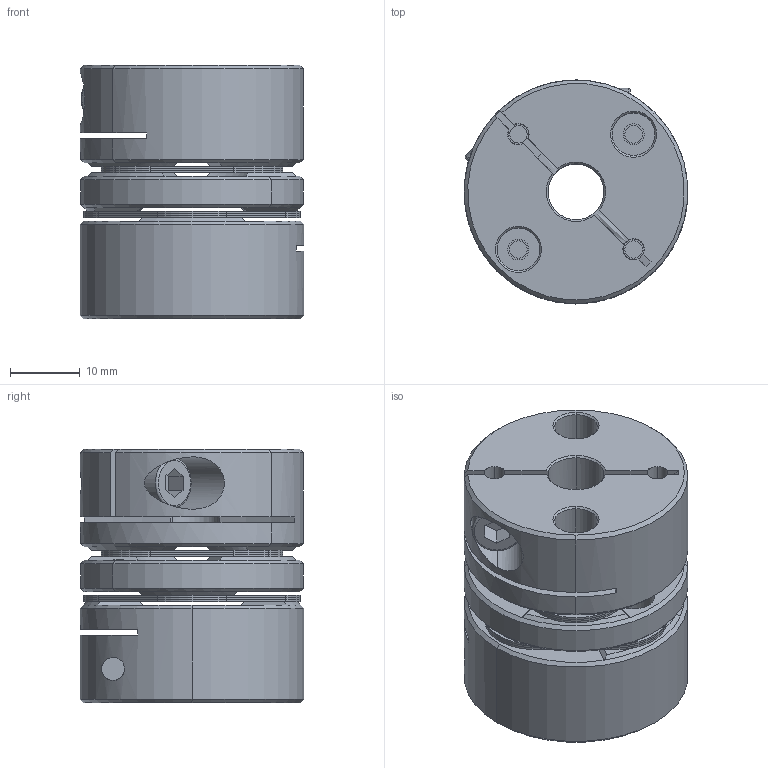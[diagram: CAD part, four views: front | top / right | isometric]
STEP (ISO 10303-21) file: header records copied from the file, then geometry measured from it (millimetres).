
FILE_DESCRIPTION (( 'STEP AP203' ), '1' );
FILE_NAME ('Uz32-36-8-10-2.5.STEP', '2021-05-31T01:34:26', ( '' ), ( '' ), 'SwSTEP 2.0', 'SolidWorks 2016', '' );
FILE_SCHEMA (( 'CONFIG_CONTROL_DESIGN' ));
Length unit declared in the file: millimetre
Products named in the file (5): U32-14.5A; U32-14.5BSLDPRT; U32-cp; Uz32-36-8-10-2.5; u32AĤƬ
Assembly tree (5 placements, depth 2):
  Uz32-36-8-10-2.5
    U32-14.5A
    U32-14.5BSLDPRT
    u32AĤƬ  x2
    U32-cp
Bounding box: 32 x 32 x 36.3 mm (x, y, z)
Volume: 20648.4 mm3; surface area: 17766.8 mm2
Topology: 9 solids, 9 shells, 361 faces, 994 edges, 646 vertices
Faces by surface type: cylinder 185, plane 112, cone 60, torus 4
Entity records: 10765 total; most frequent: CARTESIAN_POINT 2301, DIRECTION 1721, ORIENTED_EDGE 1646, EDGE_CURVE 823, AXIS2_PLACEMENT_3D 688, VERTEX_POINT 532, CIRCLE 382, EDGE_LOOP 373
